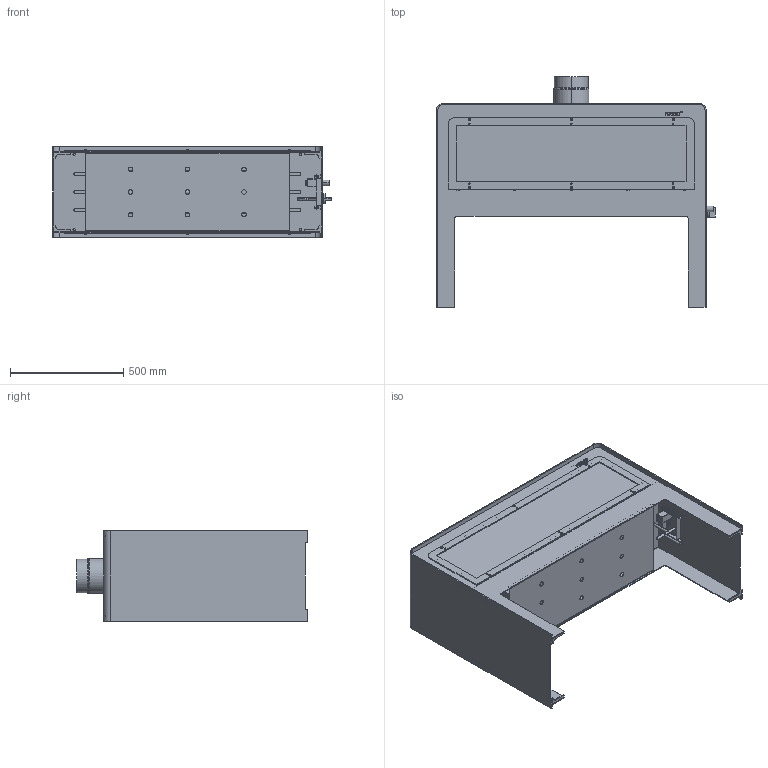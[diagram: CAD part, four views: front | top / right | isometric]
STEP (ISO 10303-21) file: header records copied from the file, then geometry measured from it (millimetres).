
FILE_DESCRIPTION (( 'STEP AP203' ), '1' );
FILE_NAME ('ICON-VBC22.STEP', '2020-12-09T12:57:14', ( '' ), ( '' ), 'SwSTEP 2.0', 'SolidWorks 2020', '' );
FILE_SCHEMA (( 'CONFIG_CONTROL_DESIGN' ));
Length unit declared in the file: millimetre
Products named in the file (21): ICON-VBC22; socket set screw flat point_iso_ISO 4026 - M6 x 20-N; BURNI Regulator; socket button head screw_iso_ISO 7380 - M6 x 12 - 12N; socket head cap screw_din_DIN 912 M6 x 10 --- 10N; ICON-VBC logo plate; ICON-VBC BASE_BASE VBC22; ICON-VBC Glass panel; BURNI Gas unit 800x190; ICON-VBC glass; ICON-VBC front; ICON-VBC outside; toothed lock washer 2_din_DIN 6797-V6.4; ICON-VBC glass plate; ICON-VBC Exhaust; prevailing torque nut style 2_din_DIN EN ISO 7042 - M6 - N; ICON-VBC bottom 1; ICON-VBC bottom 2; ICON-VBC Connection plate; ICON-VBC foot
Assembly tree (75 placements, depth 3):
  ICON-VBC22
    ICON-VBC Glass panel
      ICON-VBC glass
      ICON-VBC glass plate
      toothed lock washer 2_din_DIN 6797-V6.4  x6
      prevailing torque nut style 2_din_DIN EN ISO 7042 - M6 - N  x6
      socket set screw flat point_iso_ISO 4026 - M6 x 20-N  x6
    ICON-VBC BASE_BASE VBC22
      ICON-VBC outside
      ICON-VBC front  x2
      ICON-VBC Exhaust
      ICON-VBC bottom 1
      ICON-VBC bottom 2
      ICON-VBC Connection plate  x2
      ICON-VBC logo plate  x2
      ICON-VBC foot  x4
    BURNI Regulator
    BURNI Gas unit 800x190
    socket head cap screw_din_DIN 912 M6 x 10 --- 10N  x4
    ICON-VBC Glass panel
      ICON-VBC glass
      ICON-VBC glass plate
      toothed lock washer 2_din_DIN 6797-V6.4  x6
      prevailing torque nut style 2_din_DIN EN ISO 7042 - M6 - N  x6
      socket set screw flat point_iso_ISO 4026 - M6 x 20-N  x6
    socket button head screw_iso_ISO 7380 - M6 x 12 - 12N  x12
Bounding box: 1231 x 1019 x 400 mm (x, y, z)
Volume: 13945630.2 mm3; surface area: 7489238.1 mm2
Topology: 72 solids, 72 shells, 2487 faces, 6368 edges, 4040 vertices
Faces by surface type: plane 1437, cylinder 474, cone 356, bspline 147, torus 45, sphere 28
Entity records: 35264 total; most frequent: CARTESIAN_POINT 9332, ORIENTED_EDGE 4656, DIRECTION 4449, EDGE_CURVE 2328, AXIS2_PLACEMENT_3D 1521, VERTEX_POINT 1496, VECTOR 1407, LINE 1407
